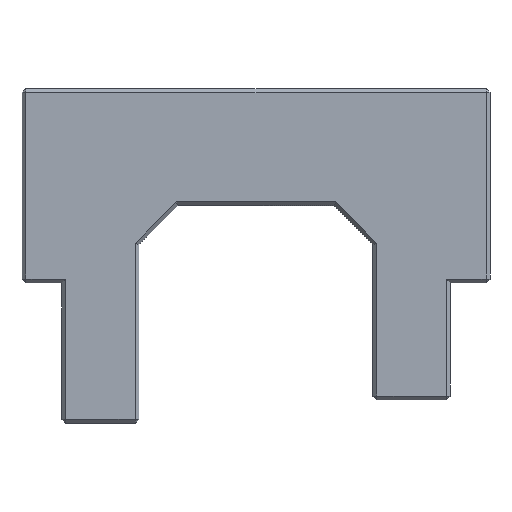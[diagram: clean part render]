
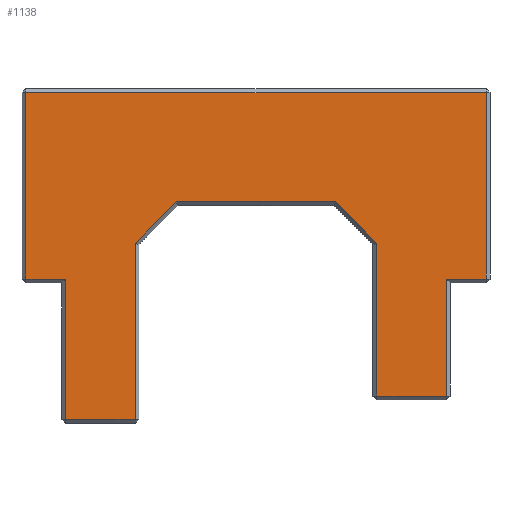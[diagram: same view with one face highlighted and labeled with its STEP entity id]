
A CAD part, front view. The second image highlights one B-rep face of the part: STEP entity #1138.
In plain terms, the highlighted planar face has unit normal (0, -1, 0).
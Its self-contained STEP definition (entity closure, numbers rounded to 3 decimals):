
#32=FACE_OUTER_BOUND('',#104,.T.);
#104=EDGE_LOOP('',(#809,#810,#811,#812,#813,#814,#815,#816,#817,#818,#819,
#820,#821,#822));
#206=LINE('',#1684,#366);
#210=LINE('',#1692,#370);
#217=LINE('',#1704,#377);
#220=LINE('',#1710,#380);
#221=LINE('',#1712,#381);
#222=LINE('',#1714,#382);
#223=LINE('',#1716,#383);
#224=LINE('',#1718,#384);
#225=LINE('',#1720,#385);
#226=LINE('',#1722,#386);
#227=LINE('',#1724,#387);
#228=LINE('',#1726,#388);
#229=LINE('',#1728,#389);
#230=LINE('',#1729,#390);
#366=VECTOR('',#1350,10.);
#370=VECTOR('',#1358,10.);
#377=VECTOR('',#1371,10.);
#380=VECTOR('',#1378,10.);
#381=VECTOR('',#1379,10.);
#382=VECTOR('',#1380,10.);
#383=VECTOR('',#1381,10.);
#384=VECTOR('',#1382,10.);
#385=VECTOR('',#1383,10.);
#386=VECTOR('',#1384,10.);
#387=VECTOR('',#1385,10.);
#388=VECTOR('',#1386,10.);
#389=VECTOR('',#1387,10.);
#390=VECTOR('',#1388,10.);
#512=VERTEX_POINT('',#1667);
#515=VERTEX_POINT('',#1674);
#518=VERTEX_POINT('',#1681);
#522=VERTEX_POINT('',#1702);
#523=VERTEX_POINT('',#1709);
#524=VERTEX_POINT('',#1711);
#525=VERTEX_POINT('',#1713);
#526=VERTEX_POINT('',#1715);
#527=VERTEX_POINT('',#1717);
#528=VERTEX_POINT('',#1719);
#529=VERTEX_POINT('',#1721);
#530=VERTEX_POINT('',#1723);
#531=VERTEX_POINT('',#1725);
#532=VERTEX_POINT('',#1727);
#616=EDGE_CURVE('',#515,#518,#206,.T.);
#620=EDGE_CURVE('',#512,#515,#210,.T.);
#627=EDGE_CURVE('',#522,#512,#217,.T.);
#630=EDGE_CURVE('',#518,#523,#220,.T.);
#631=EDGE_CURVE('',#524,#522,#221,.T.);
#632=EDGE_CURVE('',#525,#524,#222,.T.);
#633=EDGE_CURVE('',#526,#525,#223,.T.);
#634=EDGE_CURVE('',#527,#526,#224,.T.);
#635=EDGE_CURVE('',#528,#527,#225,.T.);
#636=EDGE_CURVE('',#529,#528,#226,.T.);
#637=EDGE_CURVE('',#530,#529,#227,.T.);
#638=EDGE_CURVE('',#531,#530,#228,.T.);
#639=EDGE_CURVE('',#532,#531,#229,.T.);
#640=EDGE_CURVE('',#523,#532,#230,.T.);
#809=ORIENTED_EDGE('',*,*,#630,.F.);
#810=ORIENTED_EDGE('',*,*,#616,.F.);
#811=ORIENTED_EDGE('',*,*,#620,.F.);
#812=ORIENTED_EDGE('',*,*,#627,.F.);
#813=ORIENTED_EDGE('',*,*,#631,.F.);
#814=ORIENTED_EDGE('',*,*,#632,.F.);
#815=ORIENTED_EDGE('',*,*,#633,.F.);
#816=ORIENTED_EDGE('',*,*,#634,.F.);
#817=ORIENTED_EDGE('',*,*,#635,.F.);
#818=ORIENTED_EDGE('',*,*,#636,.F.);
#819=ORIENTED_EDGE('',*,*,#637,.F.);
#820=ORIENTED_EDGE('',*,*,#638,.F.);
#821=ORIENTED_EDGE('',*,*,#639,.F.);
#822=ORIENTED_EDGE('',*,*,#640,.F.);
#1066=PLANE('',#1224);
#1138=ADVANCED_FACE('',(#32),#1066,.T.);
#1224=AXIS2_PLACEMENT_3D('',#1708,#1376,#1377);
#1350=DIRECTION('',(0.,0.,1.));
#1358=DIRECTION('',(-1.,0.,0.));
#1371=DIRECTION('',(0.,0.,-1.));
#1376=DIRECTION('center_axis',(0.,-1.,0.));
#1377=DIRECTION('ref_axis',(1.,0.,0.));
#1378=DIRECTION('',(-1.,0.,0.));
#1379=DIRECTION('',(-0.707,0.,-0.707));
#1380=DIRECTION('',(-1.,0.,0.));
#1381=DIRECTION('',(-0.707,0.,0.707));
#1382=DIRECTION('',(0.,0.,1.));
#1383=DIRECTION('',(-1.,0.,0.));
#1384=DIRECTION('',(0.,0.,-1.));
#1385=DIRECTION('',(-1.,0.,0.));
#1386=DIRECTION('',(0.,0.,-1.));
#1387=DIRECTION('',(1.,0.,0.));
#1388=DIRECTION('',(0.,0.,1.));
#1667=CARTESIAN_POINT('',(1.,14.13,2.6));
#1674=CARTESIAN_POINT('',(-7.9,14.13,2.6));
#1681=CARTESIAN_POINT('',(-7.9,14.13,20.6));
#1684=CARTESIAN_POINT('',(-7.9,14.13,3.5));
#1692=CARTESIAN_POINT('',(1.5,14.13,2.6));
#1702=CARTESIAN_POINT('',(1.,14.13,25.207));
#1704=CARTESIAN_POINT('',(1.,14.13,2.));
#1708=CARTESIAN_POINT('Origin',(-13.5,14.13,2.));
#1709=CARTESIAN_POINT('',(-13.,14.13,20.6));
#1710=CARTESIAN_POINT('',(1.5,14.13,20.6));
#1711=CARTESIAN_POINT('',(6.293,14.13,30.5));
#1712=CARTESIAN_POINT('',(-8.354,14.13,15.854));
#1713=CARTESIAN_POINT('',(26.707,14.13,30.5));
#1714=CARTESIAN_POINT('',(-3.5,14.13,30.5));
#1715=CARTESIAN_POINT('',(32.,14.13,25.207));
#1716=CARTESIAN_POINT('',(23.854,14.13,33.354));
#1717=CARTESIAN_POINT('',(32.,14.13,5.6));
#1718=CARTESIAN_POINT('',(32.,14.13,13.5));
#1719=CARTESIAN_POINT('',(40.9,14.13,5.6));
#1720=CARTESIAN_POINT('',(12.75,14.13,5.6));
#1721=CARTESIAN_POINT('',(40.9,14.13,20.6));
#1722=CARTESIAN_POINT('',(40.9,14.13,3.5));
#1723=CARTESIAN_POINT('',(46.,14.13,20.6));
#1724=CARTESIAN_POINT('',(1.5,14.13,20.6));
#1725=CARTESIAN_POINT('',(46.,14.13,44.5));
#1726=CARTESIAN_POINT('',(46.,14.13,2.));
#1727=CARTESIAN_POINT('',(-13.,14.13,44.5));
#1728=CARTESIAN_POINT('',(1.5,14.13,44.5));
#1729=CARTESIAN_POINT('',(-13.,14.13,2.));
